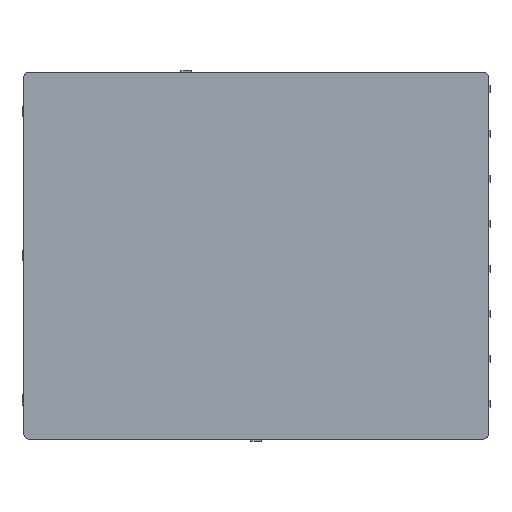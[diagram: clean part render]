
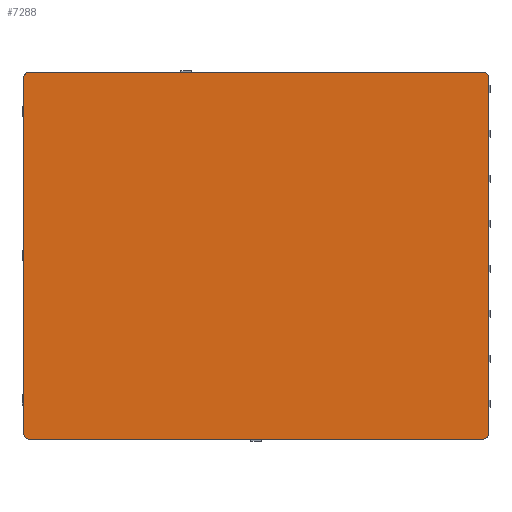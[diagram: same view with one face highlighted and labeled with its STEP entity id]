
A CAD part, top view. The second image highlights one B-rep face of the part: STEP entity #7288.
In plain terms, the highlighted planar face has unit normal (0, 0, 1).
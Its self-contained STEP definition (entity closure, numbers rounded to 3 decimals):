
#141=CIRCLE('',#7452,3.);
#174=CIRCLE('',#7575,3.);
#176=CIRCLE('',#7660,3.);
#192=CIRCLE('',#7767,3.);
#517=FACE_OUTER_BOUND('',#937,.T.);
#937=EDGE_LOOP('',(#5976,#5977,#5978,#5979,#5980,#5981,#5982,#5983,#5984,
#5985,#5986,#5987));
#1372=LINE('',#10557,#2289);
#1735=LINE('',#11357,#2652);
#1754=LINE('',#11395,#2671);
#1755=LINE('',#11399,#2672);
#1756=LINE('',#11401,#2673);
#1757=LINE('',#11403,#2674);
#1758=LINE('',#11405,#2675);
#1759=LINE('',#11406,#2676);
#2289=VECTOR('',#8516,10.);
#2652=VECTOR('',#9263,10.);
#2671=VECTOR('',#9306,10.);
#2672=VECTOR('',#9309,10.);
#2673=VECTOR('',#9310,10.);
#2674=VECTOR('',#9311,10.);
#2675=VECTOR('',#9312,10.);
#2676=VECTOR('',#9313,10.);
#2969=VERTEX_POINT('',#9997);
#2970=VERTEX_POINT('',#9999);
#3151=VERTEX_POINT('',#10555);
#3159=VERTEX_POINT('',#10586);
#3295=VERTEX_POINT('',#11008);
#3296=VERTEX_POINT('',#11010);
#3403=VERTEX_POINT('',#11394);
#3404=VERTEX_POINT('',#11396);
#3405=VERTEX_POINT('',#11398);
#3406=VERTEX_POINT('',#11400);
#3407=VERTEX_POINT('',#11402);
#3408=VERTEX_POINT('',#11404);
#3667=EDGE_CURVE('',#2970,#2969,#141,.T.);
#3921=EDGE_CURVE('',#2969,#3151,#1372,.T.);
#3940=EDGE_CURVE('',#3151,#3159,#174,.T.);
#4143=EDGE_CURVE('',#3296,#3295,#176,.T.);
#4311=EDGE_CURVE('',#3295,#2970,#1735,.T.);
#4330=EDGE_CURVE('',#3159,#3403,#1754,.T.);
#4331=EDGE_CURVE('',#3403,#3404,#192,.T.);
#4332=EDGE_CURVE('',#3404,#3405,#1755,.T.);
#4333=EDGE_CURVE('',#3405,#3406,#1756,.T.);
#4334=EDGE_CURVE('',#3406,#3407,#1757,.T.);
#4335=EDGE_CURVE('',#3407,#3408,#1758,.T.);
#4336=EDGE_CURVE('',#3408,#3296,#1759,.T.);
#5976=ORIENTED_EDGE('',*,*,#4330,.T.);
#5977=ORIENTED_EDGE('',*,*,#4331,.T.);
#5978=ORIENTED_EDGE('',*,*,#4332,.T.);
#5979=ORIENTED_EDGE('',*,*,#4333,.T.);
#5980=ORIENTED_EDGE('',*,*,#4334,.T.);
#5981=ORIENTED_EDGE('',*,*,#4335,.T.);
#5982=ORIENTED_EDGE('',*,*,#4336,.T.);
#5983=ORIENTED_EDGE('',*,*,#4143,.T.);
#5984=ORIENTED_EDGE('',*,*,#4311,.T.);
#5985=ORIENTED_EDGE('',*,*,#3667,.T.);
#5986=ORIENTED_EDGE('',*,*,#3921,.T.);
#5987=ORIENTED_EDGE('',*,*,#3940,.T.);
#6910=PLANE('',#7766);
#7288=ADVANCED_FACE('',(#517),#6910,.T.);
#7452=AXIS2_PLACEMENT_3D('',#10000,#8068,#8069);
#7575=AXIS2_PLACEMENT_3D('',#10588,#8551,#8552);
#7660=AXIS2_PLACEMENT_3D('',#11011,#8922,#8923);
#7766=AXIS2_PLACEMENT_3D('',#11393,#9304,#9305);
#7767=AXIS2_PLACEMENT_3D('',#11397,#9307,#9308);
#8068=DIRECTION('center_axis',(0.,0.,1.));
#8069=DIRECTION('ref_axis',(0.,-1.,0.));
#8516=DIRECTION('',(0.,1.,0.));
#8551=DIRECTION('center_axis',(0.,0.,1.));
#8552=DIRECTION('ref_axis',(1.,0.,0.));
#8922=DIRECTION('center_axis',(0.,0.,1.));
#8923=DIRECTION('ref_axis',(-1.,0.,0.));
#9263=DIRECTION('',(1.,0.,0.));
#9304=DIRECTION('center_axis',(0.,0.,1.));
#9305=DIRECTION('ref_axis',(-1.,0.,0.));
#9306=DIRECTION('',(-1.,0.,0.));
#9307=DIRECTION('center_axis',(0.,0.,1.));
#9308=DIRECTION('ref_axis',(0.,1.,0.));
#9309=DIRECTION('',(0.,-1.,0.));
#9310=DIRECTION('',(0.,-1.,0.));
#9311=DIRECTION('',(0.,-1.,0.));
#9312=DIRECTION('',(0.,-1.,0.));
#9313=DIRECTION('',(0.,-1.,0.));
#9997=CARTESIAN_POINT('',(632.,45.5,20.));
#9999=CARTESIAN_POINT('',(629.,42.5,20.));
#10000=CARTESIAN_POINT('Origin',(629.,45.5,20.));
#10555=CARTESIAN_POINT('',(632.,235.5,20.));
#10557=CARTESIAN_POINT('',(632.,235.5,20.));
#10586=CARTESIAN_POINT('',(629.,238.5,20.));
#10588=CARTESIAN_POINT('Origin',(629.,235.5,20.));
#11008=CARTESIAN_POINT('',(387.,42.5,20.));
#11010=CARTESIAN_POINT('',(384.,45.5,20.));
#11011=CARTESIAN_POINT('Origin',(387.,45.5,20.));
#11357=CARTESIAN_POINT('',(629.,42.5,20.));
#11393=CARTESIAN_POINT('Origin',(511.,140.5,20.));
#11394=CARTESIAN_POINT('',(387.,238.5,20.));
#11395=CARTESIAN_POINT('',(386.5,238.5,20.));
#11396=CARTESIAN_POINT('',(384.,235.5,20.));
#11397=CARTESIAN_POINT('Origin',(387.,235.5,20.));
#11398=CARTESIAN_POINT('',(384.,220.5,20.));
#11399=CARTESIAN_POINT('',(384.,45.5,20.));
#11400=CARTESIAN_POINT('',(384.,214.5,20.));
#11401=CARTESIAN_POINT('',(384.,45.5,20.));
#11402=CARTESIAN_POINT('',(384.,66.5,20.));
#11403=CARTESIAN_POINT('',(384.,45.5,20.));
#11404=CARTESIAN_POINT('',(384.,60.5,20.));
#11405=CARTESIAN_POINT('',(384.,45.5,20.));
#11406=CARTESIAN_POINT('',(384.,45.5,20.));
